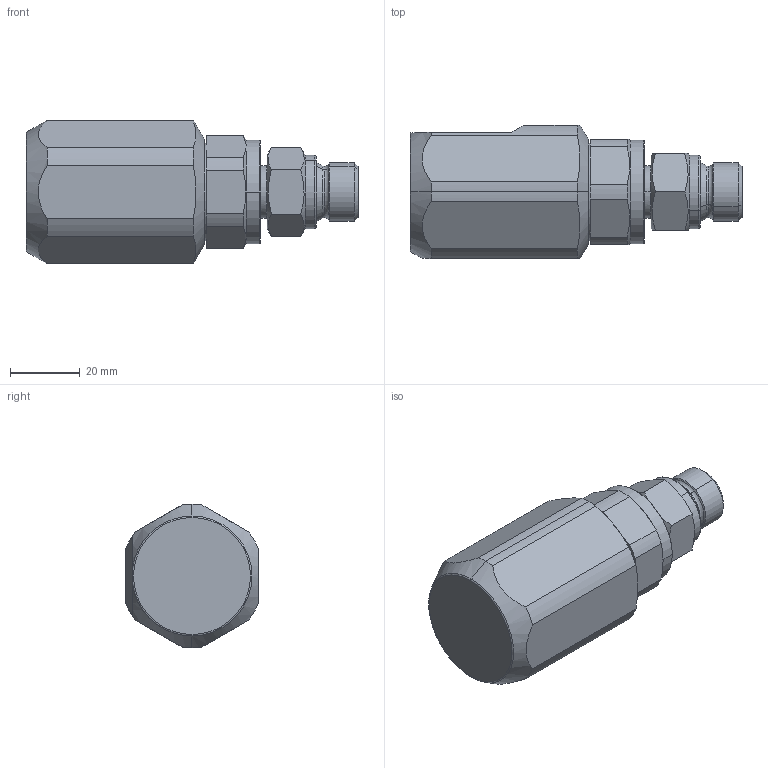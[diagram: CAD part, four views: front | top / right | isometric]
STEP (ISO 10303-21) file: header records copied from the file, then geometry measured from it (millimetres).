
FILE_DESCRIPTION (( 'STEP AP214' ), '1' );
FILE_NAME ('3kraw17iw1790.STEP', '2010-12-03T08:38:43', ( 'admin' ), ( 'Microsoft' ), 'SwSTEP 2.0', 'SolidWorks 2009', '' );
FILE_SCHEMA (( 'AUTOMOTIVE_DESIGN' ));
Length unit declared in the file: millimetre
Products named in the file (1): 3kraw17iw1790
Bounding box: 94.9 x 38 x 41 mm (x, y, z)
Volume: 78054.4 mm3; surface area: 13025.6 mm2
Topology: 1 solids, 1 shells, 101 faces, 242 edges, 150 vertices
Faces by surface type: cylinder 34, cone 31, plane 28, torus 8
Entity records: 3554 total; most frequent: CARTESIAN_POINT 1202, DIRECTION 497, ORIENTED_EDGE 484, EDGE_CURVE 242, AXIS2_PLACEMENT_3D 203, VERTEX_POINT 150, EDGE_LOOP 108, CIRCLE 101
